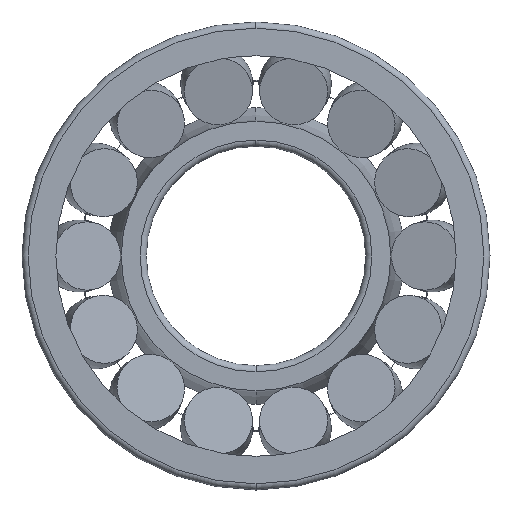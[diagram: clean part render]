
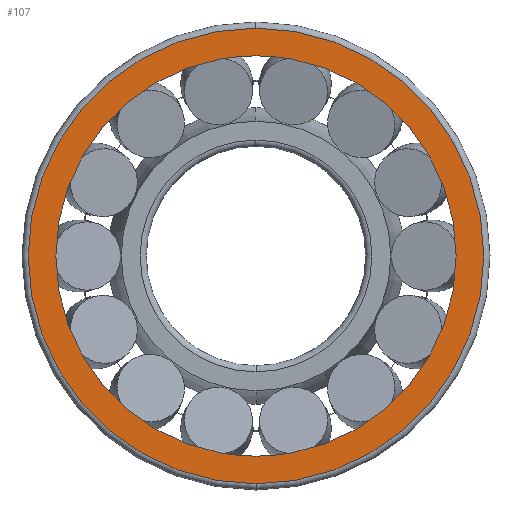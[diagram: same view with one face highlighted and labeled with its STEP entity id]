
A CAD part, left-side view. The second image highlights one B-rep face of the part: STEP entity #107.
In plain terms, the highlighted planar face has unit normal (-1, 0, 0).
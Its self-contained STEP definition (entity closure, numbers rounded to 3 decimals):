
#107=ADVANCED_FACE('',(#363,#364),#365,.T.);
#363=FACE_OUTER_BOUND('',#852,.T.);
#364=FACE_BOUND('',#853,.T.);
#365=PLANE('',#854);
#852=EDGE_LOOP('',(#1568,#1569,#1570));
#853=EDGE_LOOP('',(#1571,#1572,#1573));
#854=AXIS2_PLACEMENT_3D('',#1574,#1575,#1576);
#1568=ORIENTED_EDGE('',*,*,#3100,.F.);
#1569=ORIENTED_EDGE('',*,*,#3099,.F.);
#1570=ORIENTED_EDGE('',*,*,#3127,.F.);
#1571=ORIENTED_EDGE('',*,*,#3131,.T.);
#1572=ORIENTED_EDGE('',*,*,#3082,.T.);
#1573=ORIENTED_EDGE('',*,*,#3132,.T.);
#1574=CARTESIAN_POINT('',(0.,73.165,0.0));
#1575=DIRECTION('',(-1.0,0.,0.0));
#1576=DIRECTION('',(0.,-1.0,0.0));
#3082=EDGE_CURVE('',#3680,#3677,#3681,.T.);
#3099=EDGE_CURVE('',#3711,#3714,#3715,.T.);
#3100=EDGE_CURVE('',#3714,#3716,#3717,.T.);
#3127=EDGE_CURVE('',#3716,#3711,#3754,.T.);
#3131=EDGE_CURVE('',#3759,#3680,#3760,.T.);
#3132=EDGE_CURVE('',#3677,#3759,#3761,.T.);
#3677=VERTEX_POINT('',#4654);
#3680=VERTEX_POINT('',#4657);
#3681=CIRCLE('',#4658,68.429);
#3711=VERTEX_POINT('',#4690);
#3714=VERTEX_POINT('',#4693);
#3715=CIRCLE('',#4694,77.9);
#3716=VERTEX_POINT('',#4695);
#3717=CIRCLE('',#4696,77.9);
#3754=CIRCLE('',#4809,77.9);
#3759=VERTEX_POINT('',#4814);
#3760=CIRCLE('',#4815,68.429);
#3761=CIRCLE('',#4816,68.429);
#4654=CARTESIAN_POINT('',(0.,0.,-68.429));
#4657=CARTESIAN_POINT('',(0.,0.,68.429));
#4658=AXIS2_PLACEMENT_3D('',#9300,#9301,#9302);
#4690=CARTESIAN_POINT('',(0.0,0.,-77.9));
#4693=CARTESIAN_POINT('',(0.0,77.9,0.0));
#4694=AXIS2_PLACEMENT_3D('',#9347,#9348,#9349);
#4695=CARTESIAN_POINT('',(0.0,0.,77.9));
#4696=AXIS2_PLACEMENT_3D('',#9350,#9351,#9352);
#4809=AXIS2_PLACEMENT_3D('',#9404,#9405,#9406);
#4814=CARTESIAN_POINT('',(0.,68.429,0.0));
#4815=AXIS2_PLACEMENT_3D('',#9416,#9417,#9418);
#4816=AXIS2_PLACEMENT_3D('',#9419,#9420,#9421);
#9300=CARTESIAN_POINT('',(0.,0.0,0.0));
#9301=DIRECTION('',(1.0,0.0,0.0));
#9302=DIRECTION('',(0.0,1.0,0.0));
#9347=CARTESIAN_POINT('',(0.0,0.0,0.0));
#9348=DIRECTION('',(1.0,0.0,0.0));
#9349=DIRECTION('',(0.0,1.0,0.0));
#9350=CARTESIAN_POINT('',(0.0,0.0,0.0));
#9351=DIRECTION('',(1.0,0.0,0.0));
#9352=DIRECTION('',(0.0,1.0,0.0));
#9404=CARTESIAN_POINT('',(0.0,0.0,0.0));
#9405=DIRECTION('',(1.0,0.0,0.0));
#9406=DIRECTION('',(0.0,1.0,0.0));
#9416=CARTESIAN_POINT('',(0.,0.0,0.0));
#9417=DIRECTION('',(1.0,0.0,0.0));
#9418=DIRECTION('',(0.0,1.0,0.0));
#9419=CARTESIAN_POINT('',(0.,0.0,0.0));
#9420=DIRECTION('',(1.0,0.0,0.0));
#9421=DIRECTION('',(0.0,1.0,0.0));
